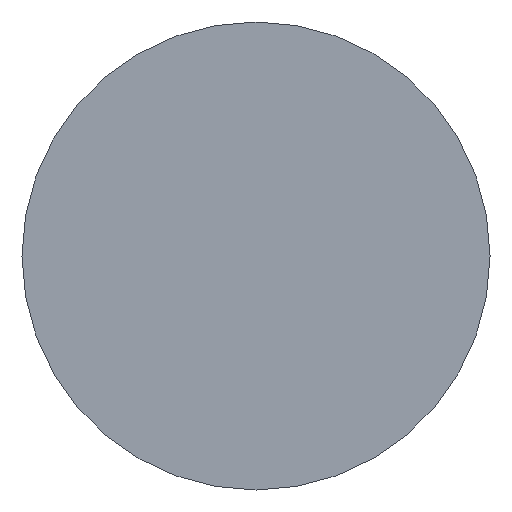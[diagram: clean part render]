
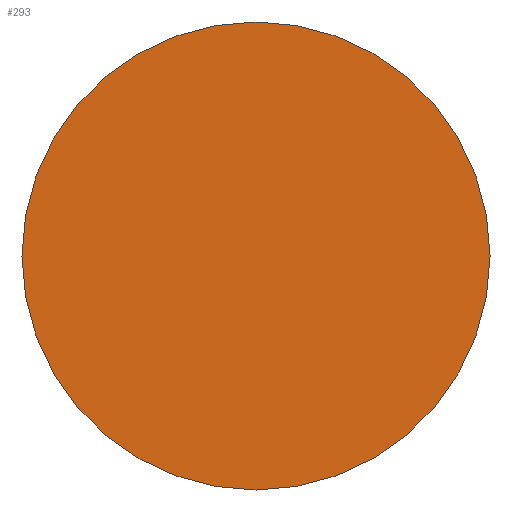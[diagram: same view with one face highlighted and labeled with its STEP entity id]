
A CAD part, front view. The second image highlights one B-rep face of the part: STEP entity #293.
In plain terms, the highlighted planar face has unit normal (0, -1, 0).
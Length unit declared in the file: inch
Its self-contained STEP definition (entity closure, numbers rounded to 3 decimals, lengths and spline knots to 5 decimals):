
#28 = CARTESIAN_POINT ( 'NONE',  ( 0., 0., -0.25 ) ) ;
#44 = CIRCLE ( 'NONE', #282, 0.25 ) ;
#122 = EDGE_LOOP ( 'NONE', ( #150, #394 ) ) ;
#126 = AXIS2_PLACEMENT_3D ( 'NONE', #236, #373, #266 ) ;
#146 = CIRCLE ( 'NONE', #303, 0.25 ) ;
#150 = ORIENTED_EDGE ( 'NONE', *, *, #345, .T. ) ;
#165 = CARTESIAN_POINT ( 'NONE',  ( 0., 0., 0. ) ) ;
#171 = DIRECTION ( 'NONE',  ( 0., -1., 0. ) ) ;
#185 = DIRECTION ( 'NONE',  ( 0., -1., 0. ) ) ;
#192 = VERTEX_POINT ( 'NONE', #214 ) ;
#214 = CARTESIAN_POINT ( 'NONE',  ( 0., 0., 0.25 ) ) ;
#219 = PLANE ( 'NONE',  #126 ) ;
#221 = CARTESIAN_POINT ( 'NONE',  ( 0., 0., 0. ) ) ;
#230 = VERTEX_POINT ( 'NONE', #28 ) ;
#236 = CARTESIAN_POINT ( 'NONE',  ( 0., 0., 0. ) ) ;
#243 = FACE_OUTER_BOUND ( 'NONE', #122, .T. ) ;
#250 = EDGE_CURVE ( 'NONE', #192, #230, #146, .T. ) ;
#266 = DIRECTION ( 'NONE',  ( 0., 0., -1. ) ) ;
#282 = AXIS2_PLACEMENT_3D ( 'NONE', #221, #185, #337 ) ;
#293 = ADVANCED_FACE ( 'NONE', ( #243 ), #219, .T. ) ;
#303 = AXIS2_PLACEMENT_3D ( 'NONE', #165, #171, #304 ) ;
#304 = DIRECTION ( 'NONE',  ( 0., 0., -1. ) ) ;
#337 = DIRECTION ( 'NONE',  ( 0., 0., -1. ) ) ;
#345 = EDGE_CURVE ( 'NONE', #230, #192, #44, .T. ) ;
#373 = DIRECTION ( 'NONE',  ( 0., -1., 0. ) ) ;
#394 = ORIENTED_EDGE ( 'NONE', *, *, #250, .T. ) ;
